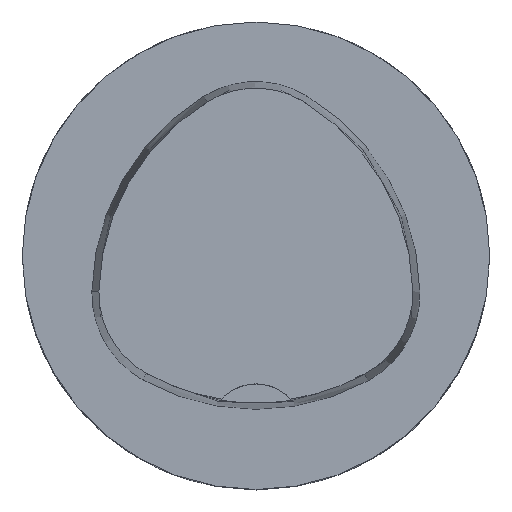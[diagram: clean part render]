
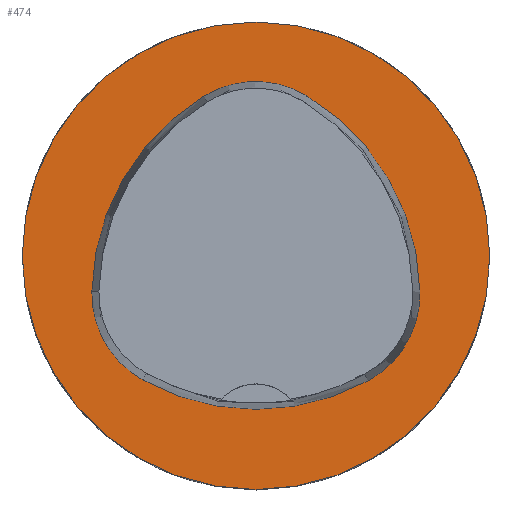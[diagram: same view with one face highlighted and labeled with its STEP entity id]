
A CAD part, top view. The second image highlights one B-rep face of the part: STEP entity #474.
In plain terms, the highlighted planar face has unit normal (0, 0, 1).
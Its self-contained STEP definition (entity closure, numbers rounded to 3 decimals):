
#231=PLANE('',#4851);
#353=FACE_BOUND('',#1041,.T.);
#354=FACE_BOUND('',#1042,.T.);
#474=ADVANCED_FACE('',(#353,#354),#231,.T.);
#1041=EDGE_LOOP('',(#2316,#2317,#2318,#2319,#2320,#2321));
#1042=EDGE_LOOP('',(#2322));
#1333=CIRCLE('',#4828,20.);
#1335=CIRCLE('',#4831,8.5);
#1337=CIRCLE('',#4834,20.);
#1339=CIRCLE('',#4837,8.5);
#1343=CIRCLE('',#4842,20.);
#1345=CIRCLE('',#4845,8.5);
#1348=CIRCLE('',#4850,20.);
#2316=ORIENTED_EDGE('',*,*,#4011,.T.);
#2317=ORIENTED_EDGE('',*,*,#3991,.T.);
#2318=ORIENTED_EDGE('',*,*,#3995,.T.);
#2319=ORIENTED_EDGE('',*,*,#3998,.T.);
#2320=ORIENTED_EDGE('',*,*,#4001,.T.);
#2321=ORIENTED_EDGE('',*,*,#4009,.T.);
#2322=ORIENTED_EDGE('',*,*,#4014,.F.);
#3535=VERTEX_POINT('',#7291);
#3536=VERTEX_POINT('',#7292);
#3539=VERTEX_POINT('',#7300);
#3541=VERTEX_POINT('',#7306);
#3543=VERTEX_POINT('',#7312);
#3550=VERTEX_POINT('',#7333);
#3551=VERTEX_POINT('',#7343);
#3991=EDGE_CURVE('',#3535,#3536,#1333,.T.);
#3995=EDGE_CURVE('',#3536,#3539,#1335,.T.);
#3998=EDGE_CURVE('',#3539,#3541,#1337,.T.);
#4001=EDGE_CURVE('',#3541,#3543,#1339,.T.);
#4009=EDGE_CURVE('',#3543,#3550,#1343,.T.);
#4011=EDGE_CURVE('',#3550,#3535,#1345,.T.);
#4014=EDGE_CURVE('',#3551,#3551,#1348,.T.);
#4828=AXIS2_PLACEMENT_3D('',#7290,#5464,#5465);
#4831=AXIS2_PLACEMENT_3D('',#7299,#5472,#5473);
#4834=AXIS2_PLACEMENT_3D('',#7305,#5479,#5480);
#4837=AXIS2_PLACEMENT_3D('',#7311,#5486,#5487);
#4842=AXIS2_PLACEMENT_3D('',#7334,#5498,#5499);
#4845=AXIS2_PLACEMENT_3D('',#7337,#5504,#5505);
#4850=AXIS2_PLACEMENT_3D('',#7342,#5514,#5515);
#4851=AXIS2_PLACEMENT_3D('',#7344,#5516,#5517);
#5464=DIRECTION('',(0.,0.,-1.));
#5465=DIRECTION('',(-1.,0.,0.));
#5472=DIRECTION('',(0.,0.,-1.));
#5473=DIRECTION('',(-1.,0.,0.));
#5479=DIRECTION('',(0.,0.,-1.));
#5480=DIRECTION('',(-1.,0.,0.));
#5486=DIRECTION('',(0.,0.,-1.));
#5487=DIRECTION('',(-1.,0.,0.));
#5498=DIRECTION('',(0.,0.,-1.));
#5499=DIRECTION('',(-1.,0.,0.));
#5504=DIRECTION('',(0.,0.,-1.));
#5505=DIRECTION('',(-1.,0.,0.));
#5514=DIRECTION('',(0.,0.,-1.));
#5515=DIRECTION('',(-1.,0.,0.));
#5516=DIRECTION('',(0.,0.,1.));
#5517=DIRECTION('',(1.,0.,0.));
#7290=CARTESIAN_POINT('',(5.955,-3.414,0.));
#7291=CARTESIAN_POINT('',(-14.041,-3.042,0.));
#7292=CARTESIAN_POINT('',(-4.472,13.653,0.));
#7299=CARTESIAN_POINT('',(-0.04,6.4,0.));
#7300=CARTESIAN_POINT('',(4.347,13.68,0.));
#7305=CARTESIAN_POINT('',(-5.976,-3.45,0.));
#7306=CARTESIAN_POINT('',(14.021,-3.075,0.));
#7311=CARTESIAN_POINT('',(5.522,-3.235,0.));
#7312=CARTESIAN_POINT('',(9.588,-10.699,0.));
#7333=CARTESIAN_POINT('',(-9.655,-10.639,0.));
#7334=CARTESIAN_POINT('',(0.022,6.864,0.));
#7337=CARTESIAN_POINT('',(-5.543,-3.2,0.));
#7342=CARTESIAN_POINT('',(0.,0.,0.));
#7343=CARTESIAN_POINT('',(-20.,0.,0.));
#7344=CARTESIAN_POINT('',(0.,0.,0.));
